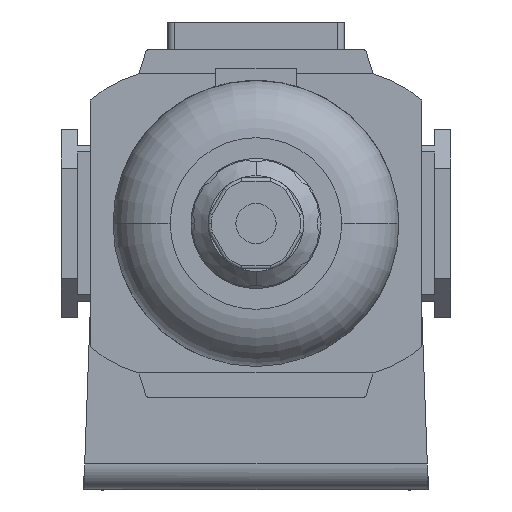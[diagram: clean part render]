
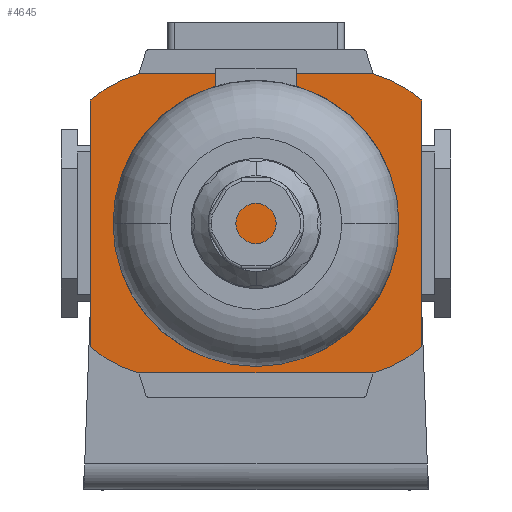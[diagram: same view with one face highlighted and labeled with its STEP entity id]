
A CAD part, front view. The second image highlights one B-rep face of the part: STEP entity #4645.
In plain terms, the highlighted planar face has unit normal (0, -1, 0).
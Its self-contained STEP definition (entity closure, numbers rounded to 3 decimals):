
#163 = CARTESIAN_POINT ( 'NONE',  ( 25.5, -31., 26.7 ) ) ;
#188 = DIRECTION ( 'NONE',  ( 1., 0., 0. ) ) ;
#264 = VECTOR ( 'NONE', #8836, 1000. ) ;
#446 = EDGE_LOOP ( 'NONE', ( #7017, #1747, #4205, #3827, #11264, #4437, #16249, #8581 ) ) ;
#607 = VERTEX_POINT ( 'NONE', #12033 ) ;
#1194 = LINE ( 'NONE', #1532, #12303 ) ;
#1253 = DIRECTION ( 'NONE',  ( 0., 1., 0. ) ) ;
#1338 = CIRCLE ( 'NONE', #10178, 19.9 ) ;
#1532 = CARTESIAN_POINT ( 'NONE',  ( 25.5, -31., 23. ) ) ;
#1747 = ORIENTED_EDGE ( 'NONE', *, *, #13203, .T. ) ;
#2353 = FACE_OUTER_BOUND ( 'NONE', #446, .T. ) ;
#2603 = CARTESIAN_POINT ( 'NONE',  ( -18.001, -31., 23. ) ) ;
#2909 = CARTESIAN_POINT ( 'NONE',  ( -12.601, -31., -3.847 ) ) ;
#3171 = EDGE_CURVE ( 'NONE', #17215, #10339, #16180, .T. ) ;
#3827 = ORIENTED_EDGE ( 'NONE', *, *, #10118, .F. ) ;
#4133 = CARTESIAN_POINT ( 'NONE',  ( -12.601, -31., 3.847 ) ) ;
#4205 = ORIENTED_EDGE ( 'NONE', *, *, #3171, .T. ) ;
#4366 = DIRECTION ( 'NONE',  ( -1., 0., 0. ) ) ;
#4437 = ORIENTED_EDGE ( 'NONE', *, *, #8856, .T. ) ;
#4645 = ADVANCED_FACE ( 'NONE', ( #2353 ), #16656, .F. ) ;
#5057 = CARTESIAN_POINT ( 'NONE',  ( 25.5, -31., -19. ) ) ;
#5096 = VECTOR ( 'NONE', #8810, 1000. ) ;
#5520 = AXIS2_PLACEMENT_3D ( 'NONE', #6588, #18032, #9482 ) ;
#5580 = DIRECTION ( 'NONE',  ( -1., 0., 0. ) ) ;
#5906 = DIRECTION ( 'NONE',  ( -1., 0., 0. ) ) ;
#6518 = AXIS2_PLACEMENT_3D ( 'NONE', #9919, #1253, #11388 ) ;
#6588 = CARTESIAN_POINT ( 'NONE',  ( 25.5, -31., 26.7 ) ) ;
#6821 = VECTOR ( 'NONE', #14050, 1000. ) ;
#6878 = EDGE_CURVE ( 'NONE', #9940, #607, #10345, .T. ) ;
#6987 = CARTESIAN_POINT ( 'NONE',  ( -18.001, -31., -23. ) ) ;
#7017 = ORIENTED_EDGE ( 'NONE', *, *, #11672, .F. ) ;
#8336 = CARTESIAN_POINT ( 'NONE',  ( 18.001, -31., 23. ) ) ;
#8368 = AXIS2_PLACEMENT_3D ( 'NONE', #4133, #14213, #5580 ) ;
#8581 = ORIENTED_EDGE ( 'NONE', *, *, #9930, .T. ) ;
#8810 = DIRECTION ( 'NONE',  ( 1., 0., 0. ) ) ;
#8836 = DIRECTION ( 'NONE',  ( 0., 0., -1. ) ) ;
#8854 = DIRECTION ( 'NONE',  ( 0., -1., 0. ) ) ;
#8856 = EDGE_CURVE ( 'NONE', #9940, #15508, #1194, .T. ) ;
#9482 = DIRECTION ( 'NONE',  ( -1., 0., 0. ) ) ;
#9919 = CARTESIAN_POINT ( 'NONE',  ( 12.601, -31., 3.847 ) ) ;
#9930 = EDGE_CURVE ( 'NONE', #12376, #12463, #18242, .T. ) ;
#9940 = VERTEX_POINT ( 'NONE', #8336 ) ;
#10118 = EDGE_CURVE ( 'NONE', #607, #10339, #12718, .T. ) ;
#10178 = AXIS2_PLACEMENT_3D ( 'NONE', #2909, #13006, #4366 ) ;
#10339 = VERTEX_POINT ( 'NONE', #5057 ) ;
#10345 = CIRCLE ( 'NONE', #6518, 19.9 ) ;
#11176 = CARTESIAN_POINT ( 'NONE',  ( -25.5, -31., 26.7 ) ) ;
#11264 = ORIENTED_EDGE ( 'NONE', *, *, #6878, .F. ) ;
#11388 = DIRECTION ( 'NONE',  ( 1., 0., 0. ) ) ;
#11662 = CARTESIAN_POINT ( 'NONE',  ( 25.5, -31., -23. ) ) ;
#11672 = EDGE_CURVE ( 'NONE', #18597, #12463, #1338, .T. ) ;
#11679 = CIRCLE ( 'NONE', #8368, 19.9 ) ;
#12033 = CARTESIAN_POINT ( 'NONE',  ( 25.5, -31., 19. ) ) ;
#12303 = VECTOR ( 'NONE', #5906, 1000. ) ;
#12344 = LINE ( 'NONE', #11662, #5096 ) ;
#12376 = VERTEX_POINT ( 'NONE', #14586 ) ;
#12463 = VERTEX_POINT ( 'NONE', #13356 ) ;
#12718 = LINE ( 'NONE', #163, #264 ) ;
#13006 = DIRECTION ( 'NONE',  ( 0., 1., 0. ) ) ;
#13048 = EDGE_CURVE ( 'NONE', #15508, #12376, #11679, .T. ) ;
#13203 = EDGE_CURVE ( 'NONE', #18597, #17215, #12344, .T. ) ;
#13356 = CARTESIAN_POINT ( 'NONE',  ( -25.5, -31., -19. ) ) ;
#14050 = DIRECTION ( 'NONE',  ( 0., 0., -1. ) ) ;
#14213 = DIRECTION ( 'NONE',  ( 0., -1., 0. ) ) ;
#14433 = AXIS2_PLACEMENT_3D ( 'NONE', #17420, #8854, #188 ) ;
#14586 = CARTESIAN_POINT ( 'NONE',  ( -25.5, -31., 19. ) ) ;
#15508 = VERTEX_POINT ( 'NONE', #2603 ) ;
#16180 = CIRCLE ( 'NONE', #14433, 19.9 ) ;
#16249 = ORIENTED_EDGE ( 'NONE', *, *, #13048, .T. ) ;
#16656 = PLANE ( 'NONE',  #5520 ) ;
#16872 = CARTESIAN_POINT ( 'NONE',  ( 18.001, -31., -23. ) ) ;
#17215 = VERTEX_POINT ( 'NONE', #16872 ) ;
#17420 = CARTESIAN_POINT ( 'NONE',  ( 12.601, -31., -3.847 ) ) ;
#18032 = DIRECTION ( 'NONE',  ( 0., 1., 0. ) ) ;
#18242 = LINE ( 'NONE', #11176, #6821 ) ;
#18597 = VERTEX_POINT ( 'NONE', #6987 ) ;
